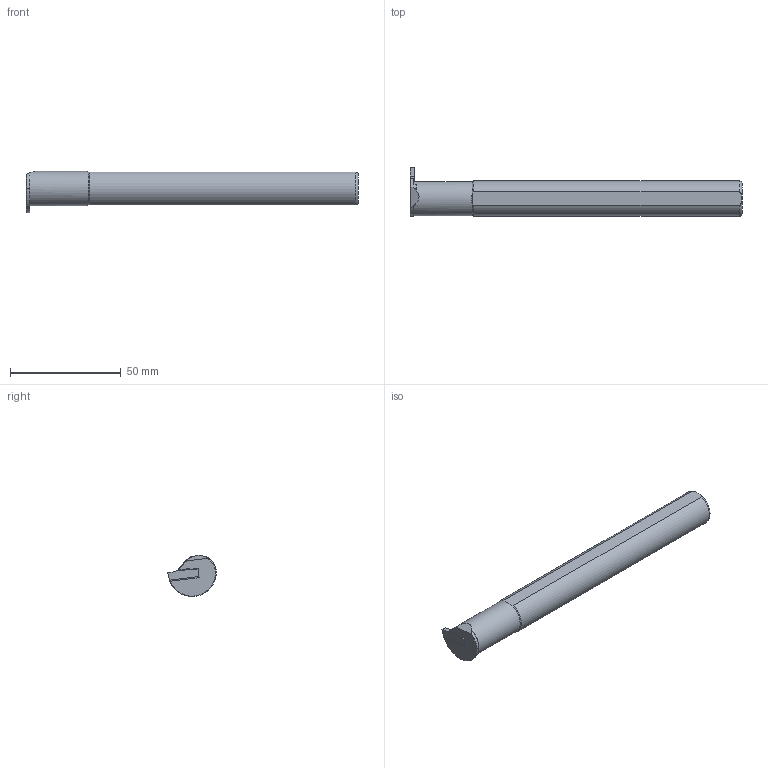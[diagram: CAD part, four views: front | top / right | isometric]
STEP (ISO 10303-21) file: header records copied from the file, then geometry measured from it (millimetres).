
FILE_DESCRIPTION(/* description */ (''),/* implementation_level */ '2;1');
FILE_NAME(/* name */ 'AIKT-RD-L-16-2-T6.stp',/* time_stamp */ '2023-10-13T20:36:28+03:00',/* author */ (''),/* organization */ (''),/* preprocessor_version */ 'ST-DEVELOPER v19.4',/* originating_system */ 'SIEMENS PLM Software NX2306.3001',/* authorisation */ '');
FILE_SCHEMA (('AUTOMOTIVE_DESIGN { 1 0 10303 214 3 1 1 1 }'));
Length unit declared in the file: millimetre
Products named in the file (1): AIKT-RD-R-16-2-T6_objects
Bounding box: 150 x 22 x 18.55 mm (x, y, z)
Volume: 29309.8 mm3; surface area: 8196.5 mm2
Topology: 2 solids, 2 shells, 41 faces, 104 edges, 67 vertices
Faces by surface type: plane 30, cylinder 6, cone 4, torus 1
Full cylindrical faces by diameter (mm): 15.5 x1
Entity records: 1263 total; most frequent: CARTESIAN_POINT 251, ORIENTED_EDGE 200, DIRECTION 200, EDGE_CURVE 100, LINE 68, VECTOR 68, AXIS2_PLACEMENT_3D 66, VERTEX_POINT 65
